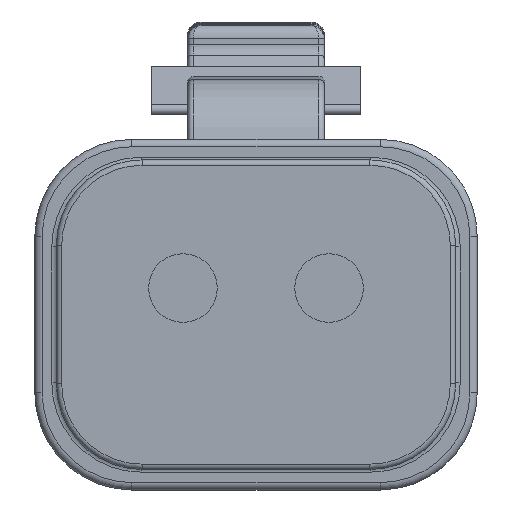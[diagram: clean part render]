
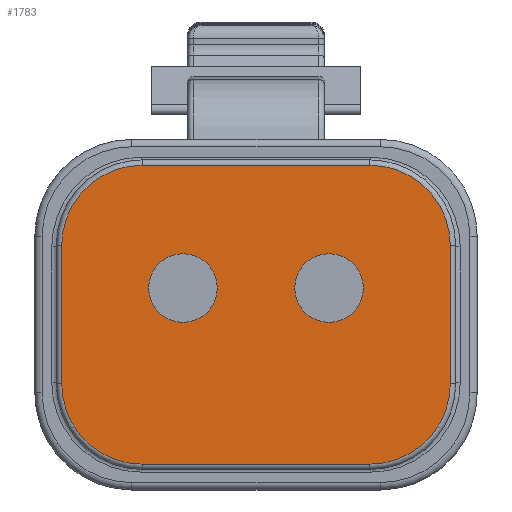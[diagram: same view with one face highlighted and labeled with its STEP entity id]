
A CAD part, front view. The second image highlights one B-rep face of the part: STEP entity #1783.
In plain terms, the highlighted planar face has unit normal (0, -1, 0).
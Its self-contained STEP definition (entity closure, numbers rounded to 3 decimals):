
#801=FACE_BOUND('',#2963,.T.);
#802=FACE_BOUND('',#2964,.T.);
#803=FACE_BOUND('',#2965,.T.);
#858=CIRCLE('',#8567,1.28);
#1234=CIRCLE('',#9216,1.28);
#1235=CIRCLE('',#9218,3.);
#1236=CIRCLE('',#9219,3.);
#1237=CIRCLE('',#9220,3.);
#1238=CIRCLE('',#9221,3.);
#1783=ADVANCED_FACE('',(#801,#802,#803),#2002,.F.);
#2002=PLANE('',#9222);
#2963=EDGE_LOOP('',(#5054,#5055,#5056,#5057,#5058,#5059,#5060,#5061));
#2964=EDGE_LOOP('',(#5062));
#2965=EDGE_LOOP('',(#5063));
#5054=ORIENTED_EDGE('',*,*,#7411,.T.);
#5055=ORIENTED_EDGE('',*,*,#7412,.T.);
#5056=ORIENTED_EDGE('',*,*,#7413,.T.);
#5057=ORIENTED_EDGE('',*,*,#7414,.T.);
#5058=ORIENTED_EDGE('',*,*,#7415,.T.);
#5059=ORIENTED_EDGE('',*,*,#7416,.T.);
#5060=ORIENTED_EDGE('',*,*,#7417,.T.);
#5061=ORIENTED_EDGE('',*,*,#7418,.T.);
#5062=ORIENTED_EDGE('',*,*,#6483,.F.);
#5063=ORIENTED_EDGE('',*,*,#7410,.F.);
#5713=VERTEX_POINT('',#12046);
#6269=VERTEX_POINT('',#17193);
#6270=VERTEX_POINT('',#17196);
#6271=VERTEX_POINT('',#17197);
#6272=VERTEX_POINT('',#17199);
#6273=VERTEX_POINT('',#17201);
#6274=VERTEX_POINT('',#17203);
#6275=VERTEX_POINT('',#17205);
#6276=VERTEX_POINT('',#17207);
#6277=VERTEX_POINT('',#17209);
#6483=EDGE_CURVE('',#5713,#5713,#858,.T.);
#7410=EDGE_CURVE('',#6269,#6269,#1234,.T.);
#7411=EDGE_CURVE('',#6270,#6271,#7986,.T.);
#7412=EDGE_CURVE('',#6271,#6272,#1235,.T.);
#7413=EDGE_CURVE('',#6272,#6273,#7987,.T.);
#7414=EDGE_CURVE('',#6273,#6274,#1236,.T.);
#7415=EDGE_CURVE('',#6274,#6275,#7988,.T.);
#7416=EDGE_CURVE('',#6275,#6276,#1237,.T.);
#7417=EDGE_CURVE('',#6276,#6277,#7989,.T.);
#7418=EDGE_CURVE('',#6277,#6270,#1238,.T.);
#7986=LINE('',#17195,#8404);
#7987=LINE('',#17200,#8405);
#7988=LINE('',#17204,#8406);
#7989=LINE('',#17208,#8407);
#8404=VECTOR('',#11194,1.);
#8405=VECTOR('',#11197,1.);
#8406=VECTOR('',#11200,1.);
#8407=VECTOR('',#11203,1.);
#8567=AXIS2_PLACEMENT_3D('',#12045,#9630,#9631);
#9216=AXIS2_PLACEMENT_3D('',#17192,#11190,#11191);
#9218=AXIS2_PLACEMENT_3D('',#17198,#11195,#11196);
#9219=AXIS2_PLACEMENT_3D('',#17202,#11198,#11199);
#9220=AXIS2_PLACEMENT_3D('',#17206,#11201,#11202);
#9221=AXIS2_PLACEMENT_3D('',#17210,#11204,#11205);
#9222=AXIS2_PLACEMENT_3D('',#17211,#11206,#11207);
#9630=DIRECTION('',(0.,-1.,0.));
#9631=DIRECTION('',(1.,0.,0.));
#11190=DIRECTION('',(0.,-1.,0.));
#11191=DIRECTION('',(1.,0.,0.));
#11194=DIRECTION('',(-1.,0.,0.));
#11195=DIRECTION('',(0.,-1.,0.));
#11196=DIRECTION('',(0.,0.,1.));
#11197=DIRECTION('',(0.,0.,-1.));
#11198=DIRECTION('',(0.,-1.,0.));
#11199=DIRECTION('',(0.,0.,1.));
#11200=DIRECTION('',(1.,0.,0.));
#11201=DIRECTION('',(0.,-1.,0.));
#11202=DIRECTION('',(0.,0.,1.));
#11203=DIRECTION('',(0.,0.,1.));
#11204=DIRECTION('',(0.,-1.,0.));
#11205=DIRECTION('',(0.,0.,1.));
#11206=DIRECTION('',(0.,1.,0.));
#11207=DIRECTION('',(0.,0.,-1.));
#12045=CARTESIAN_POINT('',(2.725,0.,0.995));
#12046=CARTESIAN_POINT('',(4.005,0.,0.995));
#17192=CARTESIAN_POINT('',(-2.725,0.,0.995));
#17193=CARTESIAN_POINT('',(-1.445,0.,0.995));
#17195=CARTESIAN_POINT('',(4.25,0.,5.575));
#17196=CARTESIAN_POINT('',(4.25,0.,5.575));
#17197=CARTESIAN_POINT('',(-4.25,0.,5.575));
#17198=CARTESIAN_POINT('',(-4.25,0.,2.575));
#17199=CARTESIAN_POINT('',(-7.25,0.,2.575));
#17200=CARTESIAN_POINT('',(-7.25,0.,2.575));
#17201=CARTESIAN_POINT('',(-7.25,0.,-2.575));
#17202=CARTESIAN_POINT('',(-4.25,0.,-2.575));
#17203=CARTESIAN_POINT('',(-4.25,0.,-5.575));
#17204=CARTESIAN_POINT('',(4.25,0.,-5.575));
#17205=CARTESIAN_POINT('',(4.25,0.,-5.575));
#17206=CARTESIAN_POINT('',(4.25,0.,-2.575));
#17207=CARTESIAN_POINT('',(7.25,0.,-2.575));
#17208=CARTESIAN_POINT('',(7.25,0.,2.575));
#17209=CARTESIAN_POINT('',(7.25,0.,2.575));
#17210=CARTESIAN_POINT('',(4.25,0.,2.575));
#17211=CARTESIAN_POINT('',(4.25,0.,2.575));
